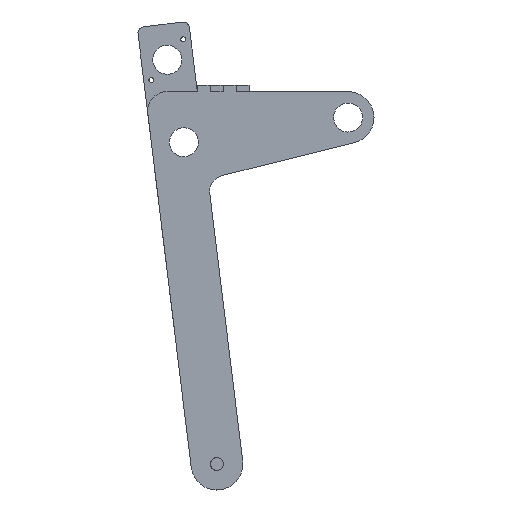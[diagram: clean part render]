
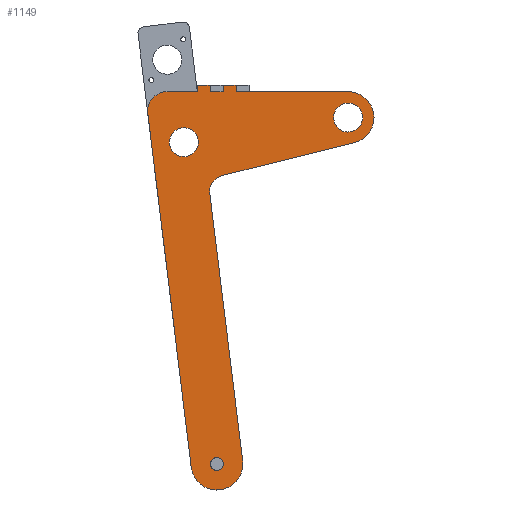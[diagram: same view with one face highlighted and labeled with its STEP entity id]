
A CAD part, left-side view. The second image highlights one B-rep face of the part: STEP entity #1149.
In plain terms, the highlighted planar face has unit normal (-1, 0, 0).
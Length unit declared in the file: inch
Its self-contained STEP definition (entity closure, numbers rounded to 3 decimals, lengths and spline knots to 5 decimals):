
#702=CARTESIAN_POINT('',(0.,0.,0.));
#703=DIRECTION('',(1.,0.,0.));
#704=DIRECTION('',(0.,0.,-1.));
#705=AXIS2_PLACEMENT_3D('',#702,#703,#704);
#707=CARTESIAN_POINT('',(0.,0.,0.));
#708=DIRECTION('',(1.,0.,0.));
#709=DIRECTION('',(0.,0.,1.));
#710=AXIS2_PLACEMENT_3D('',#707,#708,#709);
#712=CARTESIAN_POINT('',(0.,0.25,14.31229));
#713=DIRECTION('',(1.,0.,0.));
#714=DIRECTION('',(0.,0.,-1.));
#715=AXIS2_PLACEMENT_3D('',#712,#713,#714);
#717=CARTESIAN_POINT('',(0.,0.25,14.31229));
#718=DIRECTION('',(1.,0.,0.));
#719=DIRECTION('',(0.,0.,1.));
#720=AXIS2_PLACEMENT_3D('',#717,#718,#719);
#722=CARTESIAN_POINT('',(0.,5.78875,11.07908));
#723=DIRECTION('',(1.,0.,0.));
#724=DIRECTION('',(0.,0.,-1.));
#725=AXIS2_PLACEMENT_3D('',#722,#723,#724);
#727=CARTESIAN_POINT('',(0.,5.78875,11.07908));
#728=DIRECTION('',(1.,0.,0.));
#729=DIRECTION('',(0.,0.,1.));
#730=AXIS2_PLACEMENT_3D('',#727,#728,#729);
#732=DIRECTION('',(0.,0.929,-0.37));
#733=VECTOR('',#732,1.1673);
#734=CARTESIAN_POINT('',(0.,6.0325,13.08384));
#735=LINE('',#734,#733);
#736=DIRECTION('',(0.,-0.37,-0.929));
#737=VECTOR('',#736,0.25);
#738=CARTESIAN_POINT('',(0.,6.12507,13.31607));
#739=LINE('',#738,#737);
#740=DIRECTION('',(0.,0.929,-0.37));
#741=VECTOR('',#740,0.5);
#742=CARTESIAN_POINT('',(0.,5.66061,13.50121));
#743=LINE('',#742,#741);
#744=DIRECTION('',(0.,0.37,0.929));
#745=VECTOR('',#744,0.25);
#746=CARTESIAN_POINT('',(0.,5.56804,13.26898));
#747=LINE('',#746,#745);
#748=DIRECTION('',(0.,0.929,-0.37));
#749=VECTOR('',#748,0.5);
#750=CARTESIAN_POINT('',(0.,5.10358,13.45412));
#751=LINE('',#750,#749);
#752=DIRECTION('',(0.,-0.37,-0.929));
#753=VECTOR('',#752,0.25);
#754=CARTESIAN_POINT('',(0.,5.19615,13.68635));
#755=LINE('',#754,#753);
#756=DIRECTION('',(0.,0.929,-0.37));
#757=VECTOR('',#756,0.5);
#758=CARTESIAN_POINT('',(0.,4.73169,13.87149));
#759=LINE('',#758,#757);
#760=DIRECTION('',(0.,0.37,0.929));
#761=VECTOR('',#760,0.25);
#762=CARTESIAN_POINT('',(0.,4.63912,13.63926));
#763=LINE('',#762,#761);
#764=DIRECTION('',(0.,0.929,-0.37));
#765=VECTOR('',#764,4.32636);
#766=CARTESIAN_POINT('',(0.,0.62028,15.24121));
#767=LINE('',#766,#765);
#768=CARTESIAN_POINT('',(0.,0.25,14.31229));
#769=DIRECTION('',(-1.,0.,0.));
#770=DIRECTION('',(0.,0.,1.));
#771=AXIS2_PLACEMENT_3D('',#768,#769,#770);
#773=CARTESIAN_POINT('',(0.,0.25,14.31229));
#774=DIRECTION('',(-1.,0.,0.));
#775=DIRECTION('',(0.,-0.584,-0.812));
#776=AXIS2_PLACEMENT_3D('',#773,#774,#775);
#778=DIRECTION('',(0.,-0.812,0.584));
#779=VECTOR('',#778,5.2734);
#780=CARTESIAN_POINT('',(0.,3.94668,10.42085));
#781=LINE('',#780,#779);
#782=CARTESIAN_POINT('',(0.,3.58167,9.9135));
#783=DIRECTION('',(1.,0.,0.));
#784=DIRECTION('',(0.,0.877,-0.481));
#785=AXIS2_PLACEMENT_3D('',#782,#783,#784);
#787=DIRECTION('',(0.,0.481,0.877));
#788=VECTOR('',#787,10.41467);
#789=CARTESIAN_POINT('',(0.,-0.87687,0.48072));
#790=LINE('',#789,#788);
#791=CARTESIAN_POINT('',(0.,0.,0.));
#792=DIRECTION('',(-1.,0.,0.));
#793=DIRECTION('',(0.,0.,-1.));
#794=AXIS2_PLACEMENT_3D('',#791,#792,#793);
#796=CARTESIAN_POINT('',(0.,0.,0.));
#797=DIRECTION('',(-1.,0.,0.));
#798=DIRECTION('',(0.,0.877,-0.481));
#799=AXIS2_PLACEMENT_3D('',#796,#797,#798);
#801=DIRECTION('',(0.,-0.481,-0.877));
#802=VECTOR('',#801,13.77067);
#803=CARTESIAN_POINT('',(0.,7.49678,11.59438));
#804=LINE('',#803,#802);
#805=CARTESIAN_POINT('',(0.,6.83912,11.95493));
#806=DIRECTION('',(-1.,0.,0.));
#807=DIRECTION('',(0.,0.37,0.929));
#808=AXIS2_PLACEMENT_3D('',#805,#806,#807);
#894=CARTESIAN_POINT('',(0.,4.12972,9.61305));
#895=CARTESIAN_POINT('',(0.,3.94668,10.42085));
#896=VERTEX_POINT('',#894);
#897=VERTEX_POINT('',#895);
#904=CARTESIAN_POINT('',(0.,-0.87687,0.48072));
#905=VERTEX_POINT('',#904);
#906=CARTESIAN_POINT('',(0.,0.87687,-0.48072));
#907=VERTEX_POINT('',#906);
#910=CARTESIAN_POINT('',(0.,7.11683,12.65162));
#912=VERTEX_POINT('',#910);
#914=CARTESIAN_POINT('',(0.,7.49678,11.59438));
#915=VERTEX_POINT('',#914);
#916=CARTESIAN_POINT('',(0.,6.0325,13.08384));
#918=VERTEX_POINT('',#916);
#920=CARTESIAN_POINT('',(0.,0.,-1.));
#921=VERTEX_POINT('',#920);
#922=CARTESIAN_POINT('',(0.,6.12507,13.31607));
#923=VERTEX_POINT('',#922);
#924=CARTESIAN_POINT('',(0.,5.66061,13.50121));
#925=VERTEX_POINT('',#924);
#926=CARTESIAN_POINT('',(0.,5.56804,13.26898));
#927=VERTEX_POINT('',#926);
#928=CARTESIAN_POINT('',(0.,5.10358,13.45412));
#929=VERTEX_POINT('',#928);
#930=CARTESIAN_POINT('',(0.,5.19615,13.68635));
#931=VERTEX_POINT('',#930);
#932=CARTESIAN_POINT('',(0.,4.73169,13.87149));
#933=VERTEX_POINT('',#932);
#934=CARTESIAN_POINT('',(0.,4.63912,13.63926));
#935=VERTEX_POINT('',#934);
#936=CARTESIAN_POINT('',(0.,0.62028,15.24121));
#937=VERTEX_POINT('',#936);
#938=CARTESIAN_POINT('',(0.,-0.33401,13.50054));
#939=CARTESIAN_POINT('',(0.,0.25,15.31229));
#940=VERTEX_POINT('',#938);
#941=VERTEX_POINT('',#939);
#963=CARTESIAN_POINT('',(0.,0.25,13.75179));
#965=VERTEX_POINT('',#963);
#967=CARTESIAN_POINT('',(0.,0.25,14.87279));
#969=VERTEX_POINT('',#967);
#971=CARTESIAN_POINT('',(0.,0.,-0.25));
#973=VERTEX_POINT('',#971);
#975=CARTESIAN_POINT('',(0.,0.,0.25));
#977=VERTEX_POINT('',#975);
#979=CARTESIAN_POINT('',(0.,5.78875,10.51858));
#981=VERTEX_POINT('',#979);
#983=CARTESIAN_POINT('',(0.,5.78875,11.63958));
#985=VERTEX_POINT('',#983);
#1091=CARTESIAN_POINT('',(0.,0.,0.));
#1092=DIRECTION('',(1.,0.,0.));
#1093=DIRECTION('',(0.,0.,-1.));
#1094=AXIS2_PLACEMENT_3D('',#1091,#1092,#1093);
#1095=PLANE('',#1094);
#1097=ORIENTED_EDGE('',*,*,#1096,.F.);
#1099=ORIENTED_EDGE('',*,*,#1098,.F.);
#1101=ORIENTED_EDGE('',*,*,#1100,.F.);
#1103=ORIENTED_EDGE('',*,*,#1102,.F.);
#1105=ORIENTED_EDGE('',*,*,#1104,.F.);
#1107=ORIENTED_EDGE('',*,*,#1106,.F.);
#1109=ORIENTED_EDGE('',*,*,#1108,.F.);
#1111=ORIENTED_EDGE('',*,*,#1110,.F.);
#1113=ORIENTED_EDGE('',*,*,#1112,.F.);
#1115=ORIENTED_EDGE('',*,*,#1114,.F.);
#1117=ORIENTED_EDGE('',*,*,#1116,.F.);
#1119=ORIENTED_EDGE('',*,*,#1118,.F.);
#1121=ORIENTED_EDGE('',*,*,#1120,.F.);
#1122=ORIENTED_EDGE('',*,*,#995,.F.);
#1124=ORIENTED_EDGE('',*,*,#1123,.F.);
#1126=ORIENTED_EDGE('',*,*,#1125,.F.);
#1128=ORIENTED_EDGE('',*,*,#1127,.F.);
#1130=ORIENTED_EDGE('',*,*,#1129,.F.);
#1131=EDGE_LOOP('',(#1097,#1099,#1101,#1103,#1105,#1107,#1109,#1111,#1113,#1115,
#1117,#1119,#1121,#1122,#1124,#1126,#1128,#1130));
#1132=FACE_OUTER_BOUND('',#1131,.F.);
#1134=ORIENTED_EDGE('',*,*,#1133,.F.);
#1136=ORIENTED_EDGE('',*,*,#1135,.F.);
#1137=EDGE_LOOP('',(#1134,#1136));
#1138=FACE_BOUND('',#1137,.F.);
#1140=ORIENTED_EDGE('',*,*,#1139,.F.);
#1142=ORIENTED_EDGE('',*,*,#1141,.F.);
#1143=EDGE_LOOP('',(#1140,#1142));
#1144=FACE_BOUND('',#1143,.F.);
#1145=ORIENTED_EDGE('',*,*,#1085,.F.);
#1146=ORIENTED_EDGE('',*,*,#1071,.F.);
#1147=EDGE_LOOP('',(#1145,#1146));
#1148=FACE_BOUND('',#1147,.F.);
#1149=ADVANCED_FACE('',(#1132,#1138,#1144,#1148),#1095,.F.);
#706=CIRCLE('',#705,0.25);
#711=CIRCLE('',#710,0.25);
#716=CIRCLE('',#715,0.5605);
#721=CIRCLE('',#720,0.5605);
#726=CIRCLE('',#725,0.5605);
#731=CIRCLE('',#730,0.5605);
#772=CIRCLE('',#771,1.);
#777=CIRCLE('',#776,1.);
#786=CIRCLE('',#785,0.625);
#795=CIRCLE('',#794,1.);
#800=CIRCLE('',#799,1.);
#809=CIRCLE('',#808,0.75);
#995=EDGE_CURVE('',#905,#896,#790,.T.);
#1071=EDGE_CURVE('',#977,#973,#711,.T.);
#1085=EDGE_CURVE('',#973,#977,#706,.T.);
#1096=EDGE_CURVE('',#918,#912,#735,.T.);
#1098=EDGE_CURVE('',#923,#918,#739,.T.);
#1100=EDGE_CURVE('',#925,#923,#743,.T.);
#1102=EDGE_CURVE('',#927,#925,#747,.T.);
#1104=EDGE_CURVE('',#929,#927,#751,.T.);
#1106=EDGE_CURVE('',#931,#929,#755,.T.);
#1108=EDGE_CURVE('',#933,#931,#759,.T.);
#1110=EDGE_CURVE('',#935,#933,#763,.T.);
#1112=EDGE_CURVE('',#937,#935,#767,.T.);
#1114=EDGE_CURVE('',#941,#937,#772,.T.);
#1116=EDGE_CURVE('',#940,#941,#777,.T.);
#1118=EDGE_CURVE('',#897,#940,#781,.T.);
#1120=EDGE_CURVE('',#896,#897,#786,.T.);
#1123=EDGE_CURVE('',#921,#905,#795,.T.);
#1125=EDGE_CURVE('',#907,#921,#800,.T.);
#1127=EDGE_CURVE('',#915,#907,#804,.T.);
#1129=EDGE_CURVE('',#912,#915,#809,.T.);
#1133=EDGE_CURVE('',#965,#969,#716,.T.);
#1135=EDGE_CURVE('',#969,#965,#721,.T.);
#1139=EDGE_CURVE('',#981,#985,#726,.T.);
#1141=EDGE_CURVE('',#985,#981,#731,.T.);
